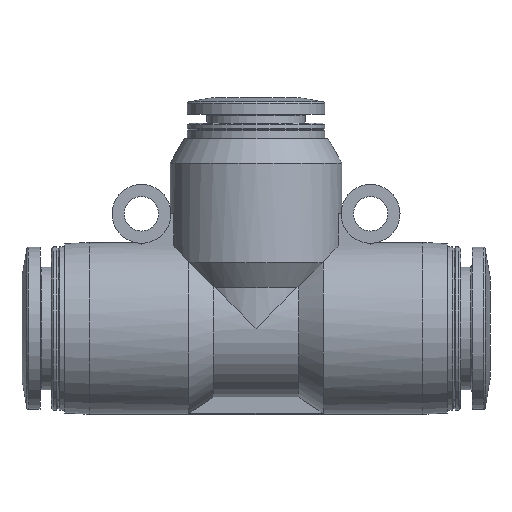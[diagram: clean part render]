
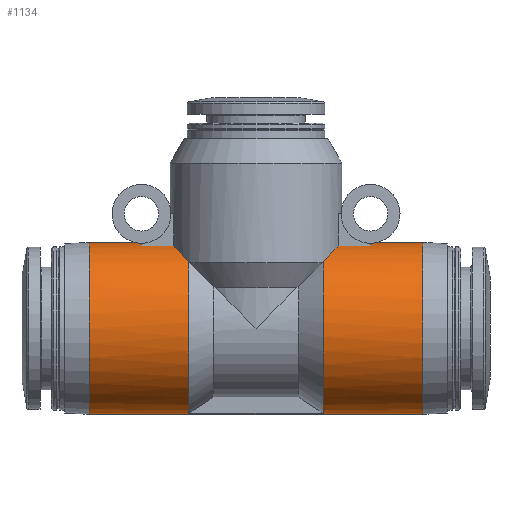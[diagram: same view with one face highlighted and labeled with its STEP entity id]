
A CAD part, front view. The second image highlights one B-rep face of the part: STEP entity #1134.
In plain terms, the highlighted cylindrical face has radius 10.5 mm (diameter 21 mm), a full revolution.
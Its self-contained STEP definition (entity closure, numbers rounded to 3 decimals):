
#80=ELLIPSE('',#1239,14.849,10.5);
#81=ELLIPSE('',#1241,14.849,10.5);
#82=ELLIPSE('',#1244,14.849,10.5);
#83=ELLIPSE('',#1246,14.849,10.5);
#92=LINE('',#1910,#120);
#93=LINE('',#1913,#121);
#94=LINE('',#1916,#122);
#95=LINE('',#1932,#123);
#96=LINE('',#1935,#124);
#97=LINE('',#1938,#125);
#120=VECTOR('',#1457,1000.);
#121=VECTOR('',#1460,1000.);
#122=VECTOR('',#1463,1000.);
#123=VECTOR('',#1468,1000.);
#124=VECTOR('',#1471,1000.);
#125=VECTOR('',#1474,1000.);
#151=B_SPLINE_CURVE_WITH_KNOTS('',3,(#1920,#1921,#1922,#1923,#1924,#1925,
#1926,#1927,#1928),.UNSPECIFIED.,.F.,.F.,(4,1,1,1,1,1,4),(0.002,
0.002,0.003,0.004,0.005,
0.005,0.005),.UNSPECIFIED.);
#152=B_SPLINE_CURVE_WITH_KNOTS('',3,(#1942,#1943,#1944,#1945,#1946,#1947,
#1948,#1949,#1950),.UNSPECIFIED.,.F.,.F.,(4,1,1,1,1,1,4),(0.005,
0.006,0.006,0.007,0.008,
0.009,0.009),.UNSPECIFIED.);
#189=ORIENTED_EDGE('',*,*,#475,.F.);
#190=ORIENTED_EDGE('',*,*,#476,.T.);
#191=ORIENTED_EDGE('',*,*,#477,.F.);
#192=ORIENTED_EDGE('',*,*,#478,.T.);
#193=ORIENTED_EDGE('',*,*,#473,.T.);
#194=ORIENTED_EDGE('',*,*,#479,.F.);
#195=ORIENTED_EDGE('',*,*,#480,.F.);
#196=ORIENTED_EDGE('',*,*,#481,.T.);
#197=ORIENTED_EDGE('',*,*,#469,.F.);
#198=ORIENTED_EDGE('',*,*,#482,.T.);
#199=ORIENTED_EDGE('',*,*,#483,.F.);
#200=ORIENTED_EDGE('',*,*,#484,.F.);
#201=ORIENTED_EDGE('',*,*,#485,.F.);
#202=ORIENTED_EDGE('',*,*,#486,.F.);
#203=ORIENTED_EDGE('',*,*,#463,.F.);
#204=ORIENTED_EDGE('',*,*,#487,.T.);
#205=ORIENTED_EDGE('',*,*,#488,.T.);
#206=ORIENTED_EDGE('',*,*,#489,.F.);
#207=ORIENTED_EDGE('',*,*,#459,.T.);
#208=ORIENTED_EDGE('',*,*,#490,.F.);
#209=ORIENTED_EDGE('',*,*,#491,.F.);
#210=ORIENTED_EDGE('',*,*,#492,.F.);
#459=EDGE_CURVE('',#603,#602,#80,.F.);
#463=EDGE_CURVE('',#606,#607,#81,.F.);
#469=EDGE_CURVE('',#612,#613,#82,.F.);
#473=EDGE_CURVE('',#617,#616,#83,.F.);
#475=EDGE_CURVE('',#618,#618,#720,.T.);
#476=EDGE_CURVE('',#619,#619,#721,.T.);
#477=EDGE_CURVE('',#620,#621,#722,.T.);
#478=EDGE_CURVE('',#620,#617,#92,.T.);
#479=EDGE_CURVE('',#622,#616,#723,.T.);
#480=EDGE_CURVE('',#623,#622,#93,.T.);
#481=EDGE_CURVE('',#623,#613,#724,.T.);
#482=EDGE_CURVE('',#612,#624,#94,.T.);
#483=EDGE_CURVE('',#625,#624,#725,.T.);
#484=EDGE_CURVE('',#626,#625,#151,.T.);
#485=EDGE_CURVE('',#627,#626,#726,.T.);
#486=EDGE_CURVE('',#607,#627,#95,.T.);
#487=EDGE_CURVE('',#606,#628,#727,.T.);
#488=EDGE_CURVE('',#628,#629,#96,.T.);
#489=EDGE_CURVE('',#603,#629,#728,.T.);
#490=EDGE_CURVE('',#630,#602,#97,.T.);
#491=EDGE_CURVE('',#631,#630,#729,.T.);
#492=EDGE_CURVE('',#621,#631,#152,.T.);
#602=VERTEX_POINT('',#1850);
#603=VERTEX_POINT('',#1852);
#606=VERTEX_POINT('',#1864);
#607=VERTEX_POINT('',#1866);
#612=VERTEX_POINT('',#1884);
#613=VERTEX_POINT('',#1886);
#616=VERTEX_POINT('',#1898);
#617=VERTEX_POINT('',#1900);
#618=VERTEX_POINT('',#1904);
#619=VERTEX_POINT('',#1906);
#620=VERTEX_POINT('',#1908);
#621=VERTEX_POINT('',#1909);
#622=VERTEX_POINT('',#1912);
#623=VERTEX_POINT('',#1914);
#624=VERTEX_POINT('',#1917);
#625=VERTEX_POINT('',#1919);
#626=VERTEX_POINT('',#1929);
#627=VERTEX_POINT('',#1931);
#628=VERTEX_POINT('',#1934);
#629=VERTEX_POINT('',#1936);
#630=VERTEX_POINT('',#1939);
#631=VERTEX_POINT('',#1941);
#720=CIRCLE('',#1248,10.5);
#721=CIRCLE('',#1249,10.5);
#722=CIRCLE('',#1250,10.5);
#723=CIRCLE('',#1251,10.5);
#724=CIRCLE('',#1252,10.5);
#725=CIRCLE('',#1253,10.5);
#726=CIRCLE('',#1254,10.5);
#727=CIRCLE('',#1255,10.5);
#728=CIRCLE('',#1256,10.5);
#729=CIRCLE('',#1257,10.5);
#802=EDGE_LOOP('',(#189));
#803=EDGE_LOOP('',(#190));
#804=EDGE_LOOP('',(#191,#192,#193,#194,#195,#196,#197,#198,#199,#200,#201,
#202,#203,#204,#205,#206,#207,#208,#209,#210));
#956=FACE_BOUND('',#802,.T.);
#957=FACE_BOUND('',#803,.T.);
#958=FACE_BOUND('',#804,.T.);
#1107=CYLINDRICAL_SURFACE('',#1247,10.5);
#1134=ADVANCED_FACE('',(#956,#957,#958),#1107,.T.);
#1239=AXIS2_PLACEMENT_3D('',#1851,#1430,#1431);
#1241=AXIS2_PLACEMENT_3D('',#1865,#1434,#1435);
#1244=AXIS2_PLACEMENT_3D('',#1885,#1442,#1443);
#1246=AXIS2_PLACEMENT_3D('',#1899,#1446,#1447);
#1247=AXIS2_PLACEMENT_3D('',#1902,#1449,#1450);
#1248=AXIS2_PLACEMENT_3D('',#1903,#1451,#1452);
#1249=AXIS2_PLACEMENT_3D('',#1905,#1453,#1454);
#1250=AXIS2_PLACEMENT_3D('',#1907,#1455,#1456);
#1251=AXIS2_PLACEMENT_3D('',#1911,#1458,#1459);
#1252=AXIS2_PLACEMENT_3D('',#1915,#1461,#1462);
#1253=AXIS2_PLACEMENT_3D('',#1918,#1464,#1465);
#1254=AXIS2_PLACEMENT_3D('',#1930,#1466,#1467);
#1255=AXIS2_PLACEMENT_3D('',#1933,#1469,#1470);
#1256=AXIS2_PLACEMENT_3D('',#1937,#1472,#1473);
#1257=AXIS2_PLACEMENT_3D('',#1940,#1475,#1476);
#1430=DIRECTION('',(0.707,0.,0.707));
#1431=DIRECTION('',(-0.707,0.,0.707));
#1434=DIRECTION('',(0.707,0.,-0.707));
#1435=DIRECTION('',(0.707,0.,0.707));
#1442=DIRECTION('',(0.707,0.,-0.707));
#1443=DIRECTION('',(0.707,0.,0.707));
#1446=DIRECTION('',(0.707,0.,0.707));
#1447=DIRECTION('',(-0.707,0.,0.707));
#1449=DIRECTION('',(1.,0.,0.));
#1450=DIRECTION('',(0.,0.,-1.));
#1451=DIRECTION('',(1.,0.,0.));
#1452=DIRECTION('',(0.,0.,-1.));
#1453=DIRECTION('',(1.,0.,0.));
#1454=DIRECTION('',(0.,0.,-1.));
#1455=DIRECTION('',(1.,0.,0.));
#1456=DIRECTION('',(0.,0.,-1.));
#1457=DIRECTION('',(1.,0.,0.));
#1458=DIRECTION('',(1.,0.,0.));
#1459=DIRECTION('',(0.,0.,-1.));
#1460=DIRECTION('',(-1.,0.,0.));
#1461=DIRECTION('',(1.,0.,0.));
#1462=DIRECTION('',(0.,0.,-1.));
#1463=DIRECTION('',(1.,0.,0.));
#1464=DIRECTION('',(-1.,0.,0.));
#1465=DIRECTION('',(0.,0.,1.));
#1466=DIRECTION('',(-1.,0.,0.));
#1467=DIRECTION('',(0.,0.,1.));
#1468=DIRECTION('',(1.,0.,0.));
#1469=DIRECTION('',(1.,0.,0.));
#1470=DIRECTION('',(0.,0.,-1.));
#1471=DIRECTION('',(-1.,0.,0.));
#1472=DIRECTION('',(1.,0.,0.));
#1473=DIRECTION('',(0.,0.,-1.));
#1474=DIRECTION('',(1.,0.,0.));
#1475=DIRECTION('',(1.,0.,0.));
#1476=DIRECTION('',(0.,0.,-1.));
#1850=CARTESIAN_POINT('',(-10.062,-3.,10.062));
#1851=CARTESIAN_POINT('',(0.,0.,0.));
#1852=CARTESIAN_POINT('',(-8.2,-6.558,8.2));
#1864=CARTESIAN_POINT('',(8.2,-6.558,8.2));
#1865=CARTESIAN_POINT('',(0.,0.,0.));
#1866=CARTESIAN_POINT('',(10.062,-3.,10.062));
#1884=CARTESIAN_POINT('',(10.062,3.,10.062));
#1885=CARTESIAN_POINT('',(0.,0.,0.));
#1886=CARTESIAN_POINT('',(8.2,6.558,8.2));
#1898=CARTESIAN_POINT('',(-8.2,6.558,8.2));
#1899=CARTESIAN_POINT('',(0.,0.,0.));
#1900=CARTESIAN_POINT('',(-10.062,3.,10.062));
#1902=CARTESIAN_POINT('',(28.6,0.,0.));
#1903=CARTESIAN_POINT('',(20.4,0.,0.));
#1904=CARTESIAN_POINT('',(20.4,0.,-10.5));
#1905=CARTESIAN_POINT('',(-20.4,0.,0.));
#1906=CARTESIAN_POINT('',(-20.4,0.,-10.5));
#1907=CARTESIAN_POINT('',(-14.,0.,0.));
#1908=CARTESIAN_POINT('',(-14.,3.,10.062));
#1909=CARTESIAN_POINT('',(-14.,1.446,10.4));
#1910=CARTESIAN_POINT('',(28.6,3.,10.062));
#1911=CARTESIAN_POINT('',(-8.2,0.,0.));
#1912=CARTESIAN_POINT('',(-8.2,1.5,-10.392));
#1913=CARTESIAN_POINT('',(8.2,1.5,-10.392));
#1914=CARTESIAN_POINT('',(8.2,1.5,-10.392));
#1915=CARTESIAN_POINT('',(8.2,0.,0.));
#1916=CARTESIAN_POINT('',(28.6,3.,10.062));
#1917=CARTESIAN_POINT('',(14.,3.,10.062));
#1918=CARTESIAN_POINT('',(14.,0.,0.));
#1919=CARTESIAN_POINT('',(14.,1.446,10.4));
#1920=CARTESIAN_POINT('',(14.,-1.446,10.4));
#1921=CARTESIAN_POINT('',(14.154,-1.446,10.4));
#1922=CARTESIAN_POINT('',(14.443,-1.292,10.422));
#1923=CARTESIAN_POINT('',(14.766,-0.764,10.479));
#1924=CARTESIAN_POINT('',(14.894,0.001,10.514));
#1925=CARTESIAN_POINT('',(14.766,0.764,10.479));
#1926=CARTESIAN_POINT('',(14.443,1.293,10.422));
#1927=CARTESIAN_POINT('',(14.153,1.446,10.4));
#1928=CARTESIAN_POINT('',(14.,1.446,10.4));
#1929=CARTESIAN_POINT('',(14.,-1.446,10.4));
#1930=CARTESIAN_POINT('',(14.,0.,0.));
#1931=CARTESIAN_POINT('',(14.,-3.,10.062));
#1932=CARTESIAN_POINT('',(28.6,-3.,10.062));
#1933=CARTESIAN_POINT('',(8.2,0.,0.));
#1934=CARTESIAN_POINT('',(8.2,-1.5,-10.392));
#1935=CARTESIAN_POINT('',(8.2,-1.5,-10.392));
#1936=CARTESIAN_POINT('',(-8.2,-1.5,-10.392));
#1937=CARTESIAN_POINT('',(-8.2,0.,0.));
#1938=CARTESIAN_POINT('',(28.6,-3.,10.062));
#1939=CARTESIAN_POINT('',(-14.,-3.,10.062));
#1940=CARTESIAN_POINT('',(-14.,0.,0.));
#1941=CARTESIAN_POINT('',(-14.,-1.446,10.4));
#1942=CARTESIAN_POINT('',(-14.,1.446,10.4));
#1943=CARTESIAN_POINT('',(-14.153,1.446,10.4));
#1944=CARTESIAN_POINT('',(-14.443,1.293,10.422));
#1945=CARTESIAN_POINT('',(-14.765,0.766,10.479));
#1946=CARTESIAN_POINT('',(-14.894,0.002,10.514));
#1947=CARTESIAN_POINT('',(-14.766,-0.763,10.479));
#1948=CARTESIAN_POINT('',(-14.443,-1.292,10.422));
#1949=CARTESIAN_POINT('',(-14.154,-1.446,10.4));
#1950=CARTESIAN_POINT('',(-14.,-1.446,10.4));
